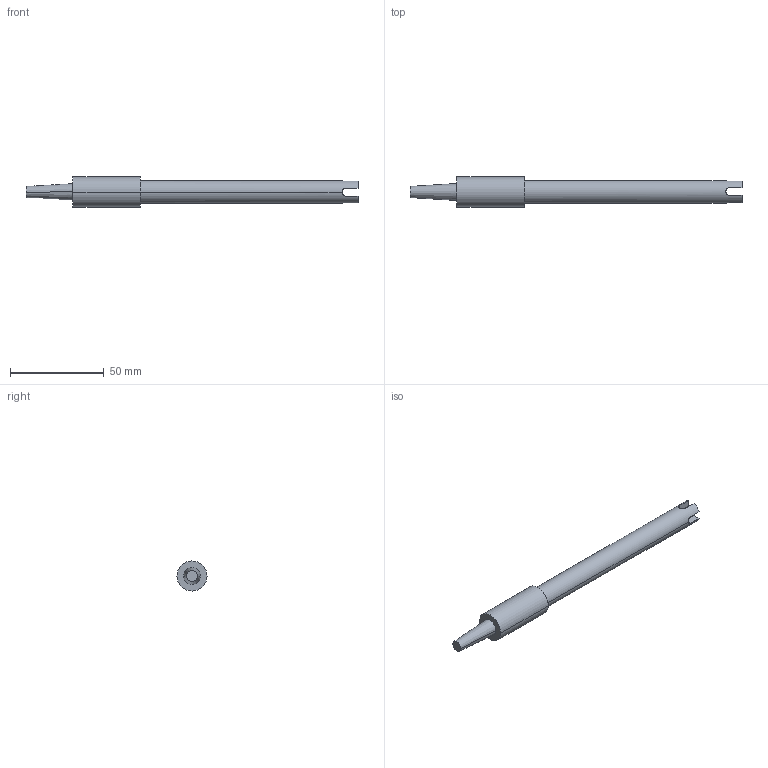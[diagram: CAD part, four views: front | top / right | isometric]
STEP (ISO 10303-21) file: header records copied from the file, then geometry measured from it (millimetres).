
FILE_DESCRIPTION(('CATIA V5 STEP Exchange'),'2;1');
FILE_NAME('Ph Probe.stp','2022-05-03T18:59:29+00:00',('none'),('none'),'CATIA Version 5-6 Release 2017','CATIA V5 STEP AP203','none');
FILE_SCHEMA(('CONFIG_CONTROL_DESIGN'));
Length unit declared in the file: millimetre
Products named in the file (1): Ph Probe
Bounding box: 177 x 16 x 16 mm (x, y, z)
Volume: 20800 mm3; surface area: 7214 mm2
Topology: 1 solids, 1 shells, 24 faces, 60 edges, 40 vertices
Faces by surface type: plane 15, cylinder 7, cone 2
Entity records: 773 total; most frequent: CARTESIAN_POINT 209, ORIENTED_EDGE 120, DIRECTION 80, EDGE_CURVE 60, VERTEX_POINT 40, VECTOR 34, LINE 34, AXIS2_PLACEMENT_3D 33
